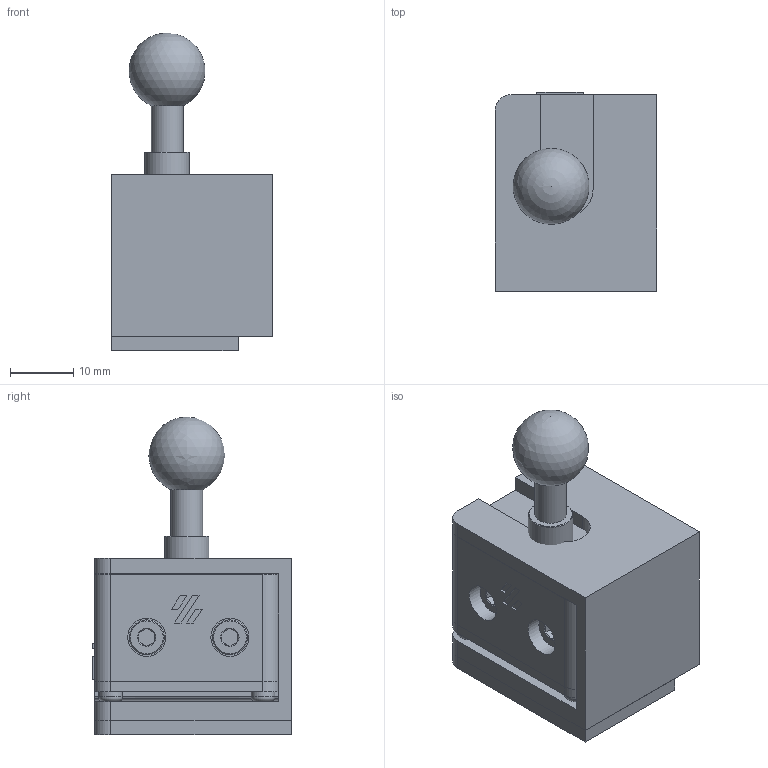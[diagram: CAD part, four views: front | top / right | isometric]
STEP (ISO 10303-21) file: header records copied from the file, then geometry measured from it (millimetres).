
FILE_DESCRIPTION(/* description */ ('','CAx-IF Rec.Pracs.---Representation and Presentation of Product Manufacturing Information (PMI)---4.0---2014-10-13'),/* implementation_level */ '2;1');
FILE_NAME(/* name */ 'SexBolt 2020 Top Mount.step',/* time_stamp */ '2024-12-14T22:57:55-07:00',/* author */ (''),/* organization */ (''),/* preprocessor_version */ 'ST-DEVELOPER v20',/* originating_system */ 'Autodesk Translation Framework v13.20.0.188',/* authorisation */ '');
FILE_SCHEMA (('AP242_MANAGED_MODEL_BASED_3D_ENGINEERING_MIM_LF { 1 0 10303 442 1 1 4 }'));
Length unit declared in the file: millimetre
Products named in the file (10): V2_SexBolt_Z_Endstop; EndstopHousingVoronLogo; PCB (1); Omron_D2F_F; JST 2 pin; Hardware (1); M3x20 SHCS; 5x7x8 Sleeve Bearing; 5x20 sex-bolt; M2x10 self tapping
Assembly tree (13 placements, depth 4):
  V2_SexBolt_Z_Endstop
    EndstopHousingVoronLogo
      PCB (1)
        Omron_D2F_F
        JST 2 pin
      Hardware (1)
        M3x20 SHCS  x2
        5x7x8 Sleeve Bearing
        5x20 sex-bolt
        M2x10 self tapping  x4
Bounding box: 25.47 x 31.35 x 50.09 mm (x, y, z)
Volume: 20139.2 mm3; surface area: 15556.7 mm2
Topology: 16 solids, 17 shells, 567 faces, 1472 edges, 966 vertices
Faces by surface type: plane 259, cylinder 188, bspline 85, cone 30, torus 4, sphere 1
Full cylindrical faces by diameter (mm): 1.28 x32, 1.6 x2, 1.7 x6, 2 x1, 2.2 x28, 3 x2, 3.4 x2, 3.5 x6, 3.75 x4, 4.7 x2, 5 x2, 5.5 x2, 5.8 x4, 6 x2, 6.2 x1, 7 x1, 7.2 x1, 8 x1
Entity records: 13766 total; most frequent: CARTESIAN_POINT 4678, ORIENTED_EDGE 1846, DIRECTION 1726, EDGE_CURVE 923, LINE 646, VECTOR 646, VERTEX_POINT 605, AXIS2_PLACEMENT_3D 540
